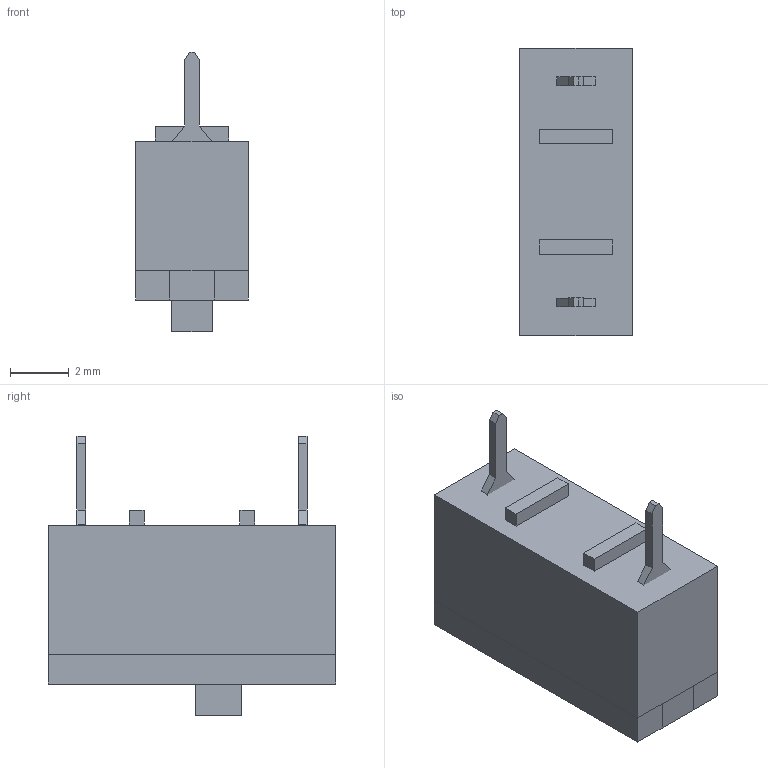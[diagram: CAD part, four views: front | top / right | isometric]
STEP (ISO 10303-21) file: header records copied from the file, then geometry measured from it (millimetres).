
FILE_DESCRIPTION (( 'STEP AP214' ), '1' );
FILE_NAME ('User Library-dips sith 1.STEP', '2019-12-23T07:05:27', ( '' ), ( '' ), 'SwSTEP 2.0', 'SolidWorks 2019', '' );
FILE_SCHEMA (( 'AUTOMOTIVE_DESIGN' ));
Length unit declared in the file: millimetre
Products named in the file (1): User Library-dips sith 1
Bounding box: 3.83 x 9.75 x 9.47 mm (x, y, z)
Surface area: 293.8 mm2 (no closed solid volume)
Topology: 0 solids, 39 shells, 101 faces, 386 edges, 316 vertices
Faces by surface type: plane 101
Entity records: 5006 total; most frequent: CARTESIAN_POINT 804, DIRECTION 590, ORIENTED_EDGE 456, VECTOR 386, EDGE_CURVE 386, LINE 386, VERTEX_POINT 316, UNCERTAINTY_MEASURE_WITH_UNIT 103
